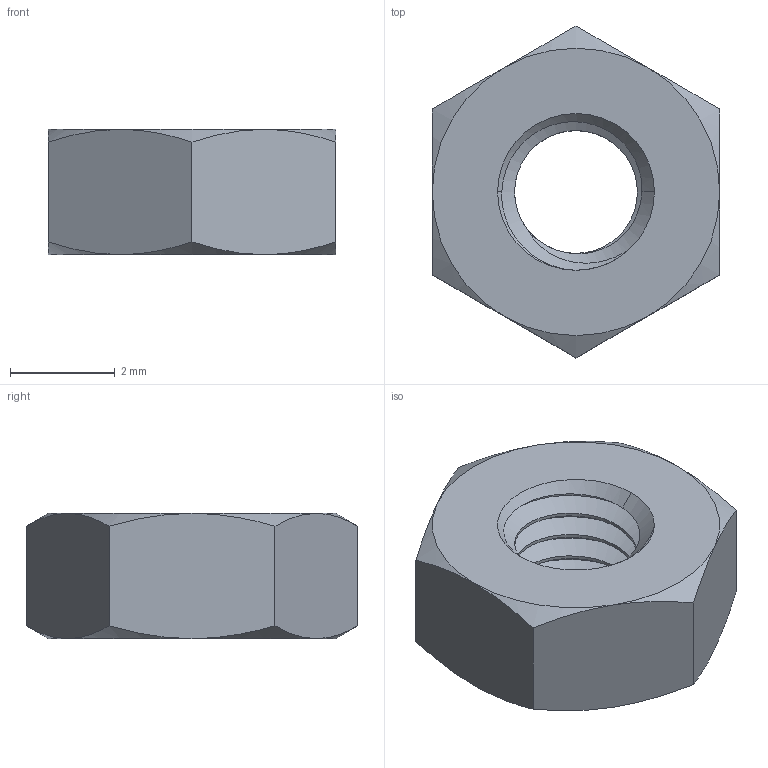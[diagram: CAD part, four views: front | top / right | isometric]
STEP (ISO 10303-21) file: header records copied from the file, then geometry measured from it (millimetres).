
FILE_DESCRIPTION(/* description */ (''),/* implementation_level */ '2;1');
FILE_NAME(/* name */ 'M3 nut_v1.step',/* time_stamp */ '2023-01-15T11:59:39-08:00',/* author */ (''),/* organization */ (''),/* preprocessor_version */ 'ST-DEVELOPER v19.2',/* originating_system */ 'Autodesk Translation Framework v11.17.0.187',/* authorisation */ '');
FILE_SCHEMA (('AUTOMOTIVE_DESIGN { 1 0 10303 214 3 1 1 }'));
Length unit declared in the file: millimetre
Products named in the file (2): M3 nut; 91828A211_18-8 Stainless Steel Hex Nut
Assembly tree (1 placements, depth 2):
  M3 nut
    91828A211_18-8 Stainless Steel Hex Nut
Bounding box: 5.5 x 6.35 x 2.4 mm (x, y, z)
Volume: 48.6 mm3; surface area: 116.3 mm2
Topology: 1 solids, 1 shells, 48 faces, 122 edges, 76 vertices
Faces by surface type: cylinder 19, cone 18, plane 9, bspline 2
Entity records: 2120 total; most frequent: CARTESIAN_POINT 1070, ORIENTED_EDGE 244, DIRECTION 172, EDGE_CURVE 122, VERTEX_POINT 76, AXIS2_PLACEMENT_3D 71, EDGE_LOOP 50, FACE_OUTER_BOUND 48
